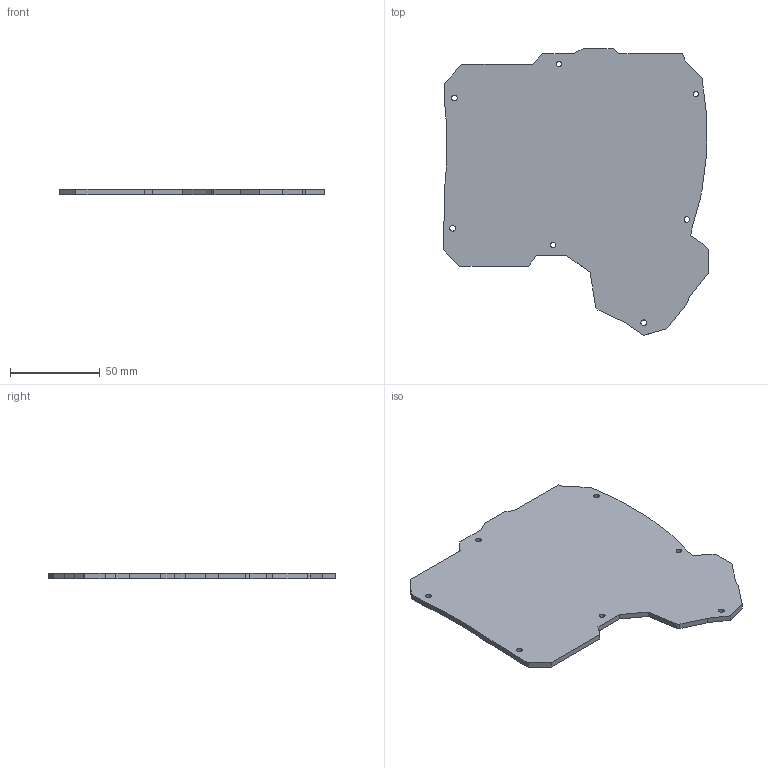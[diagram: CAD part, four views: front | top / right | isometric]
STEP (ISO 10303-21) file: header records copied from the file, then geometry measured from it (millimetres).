
FILE_DESCRIPTION(('Open CASCADE Model'),'2;1');
FILE_NAME('Open CASCADE Shape Model','2023-06-05T16:37:11',('Author'),( 'Open CASCADE'),'Open CASCADE STEP processor 7.7','Open CASCADE 7.7' ,'Unknown');
FILE_SCHEMA(('AUTOMOTIVE_DESIGN { 1 0 10303 214 1 1 1 1 }'));
Length unit declared in the file: millimetre
Products named in the file (1): Open CASCADE STEP translator 7.7 4
Bounding box: 147.82 x 159.42 x 3 mm (x, y, z)
Volume: 54182.9 mm3; surface area: 38127.7 mm2
Topology: 1 solids, 1 shells, 70 faces, 183 edges, 122 vertices
Faces by surface type: plane 56, cylinder 14
Full cylindrical faces by diameter (mm): 3.1 x7, 6 x7
Entity records: 4615 total; most frequent: CARTESIAN_POINT 868, DIRECTION 698, LINE 493, VECTOR 493, ORIENTED_EDGE 366, PCURVE 366, DEFINITIONAL_REPRESENTATION 366, EDGE_CURVE 183
